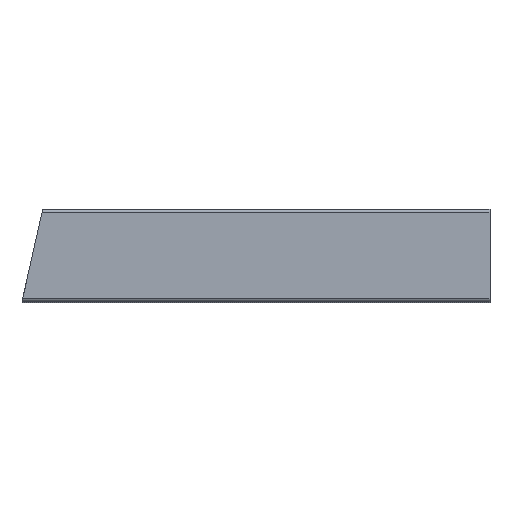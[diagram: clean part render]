
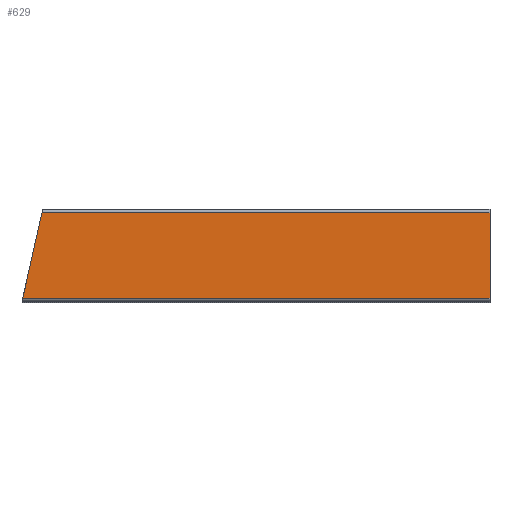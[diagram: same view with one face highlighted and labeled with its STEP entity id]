
A CAD part, top view. The second image highlights one B-rep face of the part: STEP entity #629.
In plain terms, the highlighted planar face has unit normal (0, 0, 1).
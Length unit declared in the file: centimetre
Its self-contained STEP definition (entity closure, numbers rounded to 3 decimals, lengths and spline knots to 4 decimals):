
#69=FACE_OUTER_BOUND('',#105,.T.);
#105=EDGE_LOOP('',(#478,#479,#480,#481));
#135=LINE('',#937,#197);
#141=LINE('',#957,#203);
#142=LINE('',#960,#204);
#155=LINE('',#997,#217);
#197=VECTOR('',#740,6.6632);
#203=VECTOR('',#756,34.0319);
#204=VECTOR('',#759,6.5);
#217=VECTOR('',#796,35.4976);
#271=VERTEX_POINT('',#923);
#277=VERTEX_POINT('',#935);
#285=VERTEX_POINT('',#953);
#287=VERTEX_POINT('',#959);
#337=EDGE_CURVE('',#277,#271,#135,.T.);
#347=EDGE_CURVE('',#285,#271,#141,.T.);
#348=EDGE_CURVE('',#285,#287,#142,.T.);
#367=EDGE_CURVE('',#277,#287,#155,.T.);
#478=ORIENTED_EDGE('',*,*,#348,.F.);
#479=ORIENTED_EDGE('',*,*,#347,.T.);
#480=ORIENTED_EDGE('',*,*,#337,.F.);
#481=ORIENTED_EDGE('',*,*,#367,.T.);
#605=PLANE('',#681);
#629=ADVANCED_FACE('',(#69),#605,.T.);
#681=AXIS2_PLACEMENT_3D('',#998,#797,#798);
#740=DIRECTION('',(0.22,0.976,0.));
#756=DIRECTION('',(-1.,0.,0.));
#759=DIRECTION('',(0.,-1.,0.));
#796=DIRECTION('',(1.,0.,0.));
#797=DIRECTION('center_axis',(0.,0.,1.));
#798=DIRECTION('ref_axis',(0.,1.,0.));
#923=CARTESIAN_POINT('',(1.5221,3.25,29.));
#935=CARTESIAN_POINT('',(0.0564,-3.25,29.));
#937=CARTESIAN_POINT('',(0.0564,-3.25,29.));
#953=CARTESIAN_POINT('',(35.554,3.25,29.));
#957=CARTESIAN_POINT('',(35.554,3.25,29.));
#959=CARTESIAN_POINT('',(35.554,-3.25,29.));
#960=CARTESIAN_POINT('',(35.554,3.25,29.));
#997=CARTESIAN_POINT('',(0.0564,-3.25,29.));
#998=CARTESIAN_POINT('Origin',(35.554,-3.25,29.));
